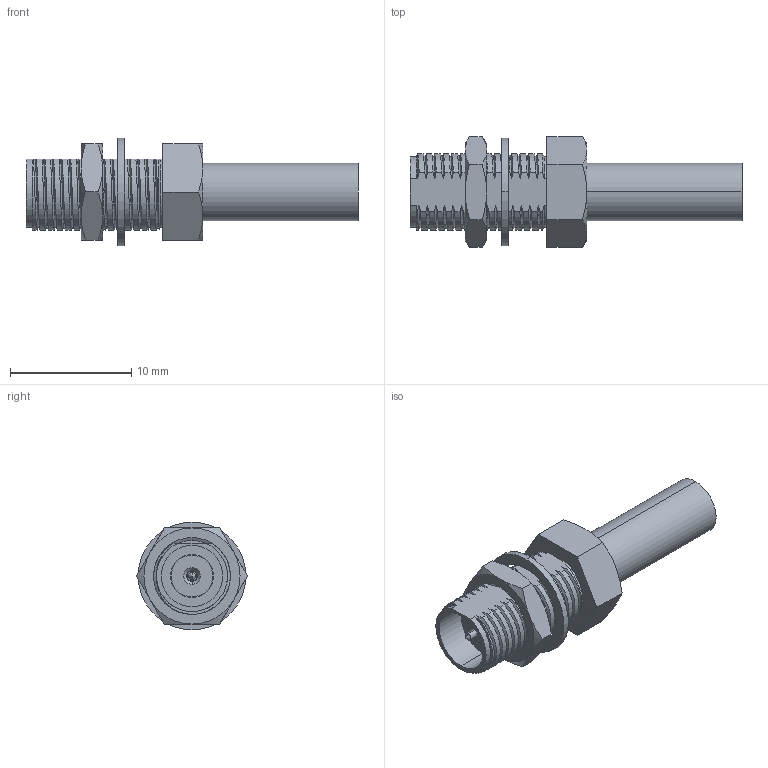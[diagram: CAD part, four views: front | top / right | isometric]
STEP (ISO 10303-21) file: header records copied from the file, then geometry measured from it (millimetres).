
FILE_DESCRIPTION (( 'STEP AP203' ), '1' );
FILE_NAME ('FMCN1886_3D.STEP', '2022-02-09T22:57:31', ( '' ), ( '' ), 'SwSTEP 2.0', 'SolidWorks 2021', '' );
FILE_SCHEMA (( 'CONFIG_CONTROL_DESIGN' ));
Length unit declared in the file: inch
Products named in the file (1): FMCN1886_3D
Bounding box: 27.43 x 9.17 x 8.89 mm (x, y, z)
Volume: 594.3 mm3; surface area: 1323.4 mm2
Topology: 2 solids, 2 shells, 133 faces, 329 edges, 209 vertices
Faces by surface type: cylinder 42, plane 31, cone 30, bspline 30
Entity records: 16202 total; most frequent: CARTESIAN_POINT 13348, ORIENTED_EDGE 654, DIRECTION 480, EDGE_CURVE 327, VERTEX_POINT 209, AXIS2_PLACEMENT_3D 195, EDGE_LOOP 148, ADVANCED_FACE 133
